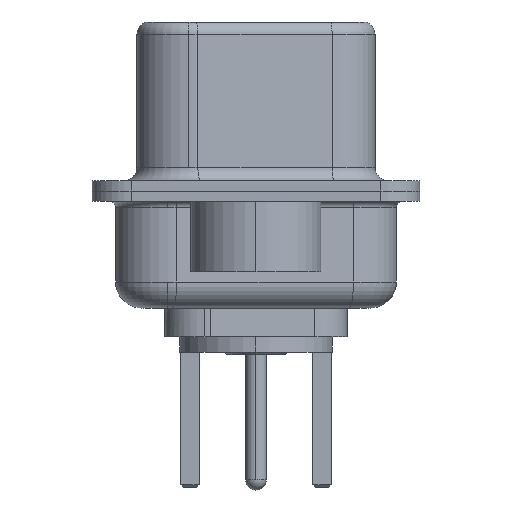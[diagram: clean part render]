
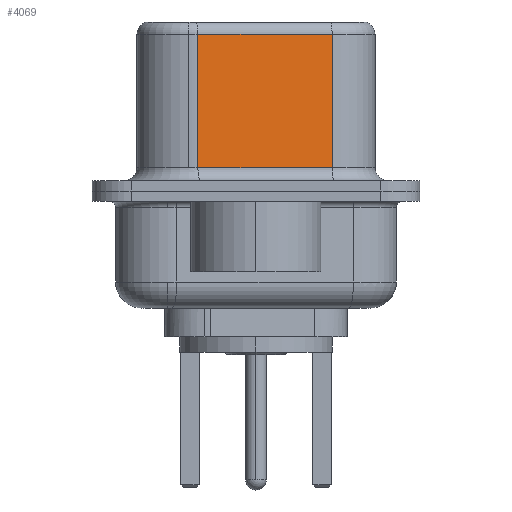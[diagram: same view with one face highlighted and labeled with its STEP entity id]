
A CAD part, left-side view. The second image highlights one B-rep face of the part: STEP entity #4069.
In plain terms, the highlighted planar face has unit normal (-0.985, -0.174, 0).
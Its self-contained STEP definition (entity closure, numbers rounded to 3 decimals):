
#672 = CARTESIAN_POINT ( 'NONE',  ( 4.58, -2.927, 6.52 ) ) ;
#778 = CARTESIAN_POINT ( 'NONE',  ( 3.67, 2.233, 6.02 ) ) ;
#1307 = DIRECTION ( 'NONE',  ( 0., 0., -1. ) ) ;
#1449 = VECTOR ( 'NONE', #1307, 1000. ) ;
#2784 = LINE ( 'NONE', #4601, #10364 ) ;
#2899 = ORIENTED_EDGE ( 'NONE', *, *, #9234, .F. ) ;
#2984 = DIRECTION ( 'NONE',  ( 0.985, 0.174, 0. ) ) ;
#3691 = EDGE_CURVE ( 'NONE', #6298, #17656, #12184, .T. ) ;
#4069 = ADVANCED_FACE ( 'NONE', ( #13016 ), #9084, .F. ) ;
#4154 = VECTOR ( 'NONE', #14387, 1000. ) ;
#4601 = CARTESIAN_POINT ( 'NONE',  ( 4.58, -2.927, 0.9 ) ) ;
#4611 = LINE ( 'NONE', #7600, #4154 ) ;
#5067 = CARTESIAN_POINT ( 'NONE',  ( 4.58, -2.927, 0.9 ) ) ;
#5310 = LINE ( 'NONE', #7828, #1449 ) ;
#5533 = ORIENTED_EDGE ( 'NONE', *, *, #6580, .T. ) ;
#5955 = DIRECTION ( 'NONE',  ( 0.174, -0.985, 0. ) ) ;
#6206 = DIRECTION ( 'NONE',  ( -0.174, 0.985, 0. ) ) ;
#6298 = VERTEX_POINT ( 'NONE', #10096 ) ;
#6580 = EDGE_CURVE ( 'NONE', #17656, #6869, #4611, .T. ) ;
#6869 = VERTEX_POINT ( 'NONE', #14650 ) ;
#6873 = ORIENTED_EDGE ( 'NONE', *, *, #11068, .T. ) ;
#7439 = ORIENTED_EDGE ( 'NONE', *, *, #3691, .T. ) ;
#7600 = CARTESIAN_POINT ( 'NONE',  ( 3.67, 2.233, 6.52 ) ) ;
#7828 = CARTESIAN_POINT ( 'NONE',  ( 4.58, -2.927, 6.52 ) ) ;
#8343 = DIRECTION ( 'NONE',  ( -0.174, 0.985, 0. ) ) ;
#8540 = VECTOR ( 'NONE', #8343, 1000. ) ;
#9084 = PLANE ( 'NONE',  #16727 ) ;
#9234 = EDGE_CURVE ( 'NONE', #6298, #17565, #5310, .T. ) ;
#10096 = CARTESIAN_POINT ( 'NONE',  ( 4.58, -2.927, 6.02 ) ) ;
#10364 = VECTOR ( 'NONE', #5955, 1000. ) ;
#11068 = EDGE_CURVE ( 'NONE', #6869, #17565, #2784, .T. ) ;
#12184 = LINE ( 'NONE', #13302, #8540 ) ;
#12782 = EDGE_LOOP ( 'NONE', ( #2899, #7439, #5533, #6873 ) ) ;
#13016 = FACE_OUTER_BOUND ( 'NONE', #12782, .T. ) ;
#13302 = CARTESIAN_POINT ( 'NONE',  ( 4.58, -2.927, 6.02 ) ) ;
#14387 = DIRECTION ( 'NONE',  ( 0., 0., -1. ) ) ;
#14650 = CARTESIAN_POINT ( 'NONE',  ( 3.67, 2.233, 0.9 ) ) ;
#16727 = AXIS2_PLACEMENT_3D ( 'NONE', #672, #2984, #6206 ) ;
#17565 = VERTEX_POINT ( 'NONE', #5067 ) ;
#17656 = VERTEX_POINT ( 'NONE', #778 ) ;
